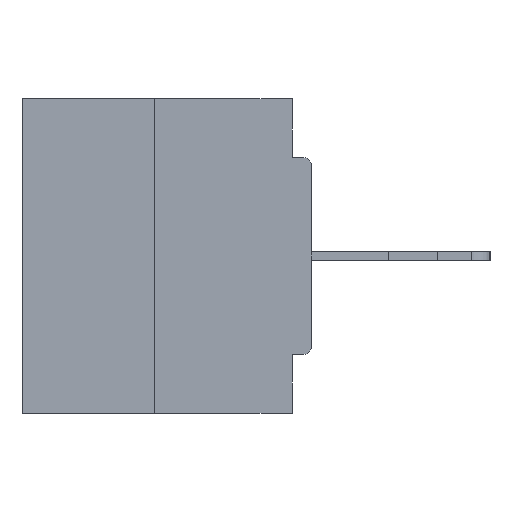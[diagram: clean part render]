
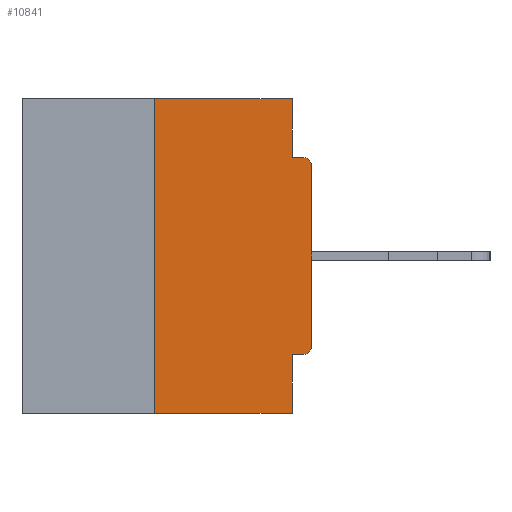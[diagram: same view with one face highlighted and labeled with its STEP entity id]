
A CAD part, left-side view. The second image highlights one B-rep face of the part: STEP entity #10841.
In plain terms, the highlighted planar face has unit normal (-1, 0, 0).
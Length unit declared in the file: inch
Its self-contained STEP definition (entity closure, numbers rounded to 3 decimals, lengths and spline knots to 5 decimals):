
#77 = CARTESIAN_POINT ( 'NONE',  ( 0., 0.46, 0. ) ) ;
#820 = DIRECTION ( 'NONE',  ( 0., 0., 1. ) ) ;
#961 = CARTESIAN_POINT ( 'NONE',  ( 0., 0.015, -0.1085 ) ) ;
#1206 = CARTESIAN_POINT ( 'NONE',  ( 0., 0.25, -0.5 ) ) ;
#1231 = EDGE_CURVE ( 'NONE', #20797, #22249, #23393, .T. ) ;
#1678 = ORIENTED_EDGE ( 'NONE', *, *, #6757, .F. ) ;
#1686 = DIRECTION ( 'NONE',  ( 0., 0., 1. ) ) ;
#1825 = LINE ( 'NONE', #15265, #7371 ) ;
#2025 = VECTOR ( 'NONE', #28338, 39.37008 ) ;
#2217 = EDGE_CURVE ( 'NONE', #5090, #13404, #4372, .T. ) ;
#3307 = ORIENTED_EDGE ( 'NONE', *, *, #23221, .T. ) ;
#3323 = VECTOR ( 'NONE', #15499, 39.37008 ) ;
#3378 = VERTEX_POINT ( 'NONE', #22501 ) ;
#3459 = LINE ( 'NONE', #17078, #17251 ) ;
#3466 = DIRECTION ( 'NONE',  ( 0., 0., -1. ) ) ;
#3782 = ORIENTED_EDGE ( 'NONE', *, *, #21740, .T. ) ;
#3880 = CARTESIAN_POINT ( 'NONE',  ( 0., 0., -0.3915 ) ) ;
#4033 = ORIENTED_EDGE ( 'NONE', *, *, #10812, .F. ) ;
#4039 = VECTOR ( 'NONE', #4214, 39.37008 ) ;
#4214 = DIRECTION ( 'NONE',  ( 0., -1., 0. ) ) ;
#4372 = LINE ( 'NONE', #77, #19035 ) ;
#5090 = VERTEX_POINT ( 'NONE', #14754 ) ;
#6001 = CARTESIAN_POINT ( 'NONE',  ( 0., 0.031, -0.5 ) ) ;
#6060 = LINE ( 'NONE', #8284, #19945 ) ;
#6469 = CARTESIAN_POINT ( 'NONE',  ( 0., 0., -0.0935 ) ) ;
#6757 = EDGE_CURVE ( 'NONE', #12140, #9089, #26787, .T. ) ;
#6935 = VERTEX_POINT ( 'NONE', #6001 ) ;
#7135 = ORIENTED_EDGE ( 'NONE', *, *, #23522, .T. ) ;
#7371 = VECTOR ( 'NONE', #8614, 39.37008 ) ;
#7823 = AXIS2_PLACEMENT_3D ( 'NONE', #961, #21700, #3466 ) ;
#8279 = AXIS2_PLACEMENT_3D ( 'NONE', #8498, #22562, #22276 ) ;
#8284 = CARTESIAN_POINT ( 'NONE',  ( 0., 0.031, -0.5 ) ) ;
#8498 = CARTESIAN_POINT ( 'NONE',  ( 0., 0.015, -0.3915 ) ) ;
#8614 = DIRECTION ( 'NONE',  ( 0., 0., -1. ) ) ;
#9089 = VERTEX_POINT ( 'NONE', #17608 ) ;
#10137 = DIRECTION ( 'NONE',  ( 0., 0., -1. ) ) ;
#10161 = VECTOR ( 'NONE', #1686, 39.37008 ) ;
#10434 = DIRECTION ( 'NONE',  ( 1., 0., 0. ) ) ;
#10437 = CARTESIAN_POINT ( 'NONE',  ( 0., 0.031, -0.0935 ) ) ;
#10812 = EDGE_CURVE ( 'NONE', #25911, #5090, #3459, .T. ) ;
#10841 = ADVANCED_FACE ( 'NONE', ( #28373 ), #25999, .F. ) ;
#11300 = CARTESIAN_POINT ( 'NONE',  ( 0., 0.46, -0.5 ) ) ;
#11304 = ORIENTED_EDGE ( 'NONE', *, *, #2217, .F. ) ;
#11367 = EDGE_CURVE ( 'NONE', #13404, #12140, #1825, .T. ) ;
#12041 = AXIS2_PLACEMENT_3D ( 'NONE', #21112, #10434, #10137 ) ;
#12140 = VERTEX_POINT ( 'NONE', #10437 ) ;
#13322 = LINE ( 'NONE', #22547, #10161 ) ;
#13404 = VERTEX_POINT ( 'NONE', #18129 ) ;
#14544 = ORIENTED_EDGE ( 'NONE', *, *, #18211, .F. ) ;
#14669 = LINE ( 'NONE', #21949, #2025 ) ;
#14754 = CARTESIAN_POINT ( 'NONE',  ( 0., 0.25, 0. ) ) ;
#15265 = CARTESIAN_POINT ( 'NONE',  ( 0., 0.031, 0. ) ) ;
#15288 = ORIENTED_EDGE ( 'NONE', *, *, #1231, .T. ) ;
#15499 = DIRECTION ( 'NONE',  ( 0., -1., 0. ) ) ;
#15847 = CARTESIAN_POINT ( 'NONE',  ( 0., 0.015, -0.4065 ) ) ;
#17078 = CARTESIAN_POINT ( 'NONE',  ( 0., 0.25, 0. ) ) ;
#17251 = VECTOR ( 'NONE', #820, 39.37008 ) ;
#17258 = CIRCLE ( 'NONE', #7823, 0.015 ) ;
#17584 = DIRECTION ( 'NONE',  ( 0., 0., -1. ) ) ;
#17608 = CARTESIAN_POINT ( 'NONE',  ( 0., 0.015, -0.0935 ) ) ;
#18129 = CARTESIAN_POINT ( 'NONE',  ( 0., 0.031, 0. ) ) ;
#18211 = EDGE_CURVE ( 'NONE', #3378, #6935, #6060, .T. ) ;
#18518 = EDGE_LOOP ( 'NONE', ( #11304, #4033, #3307, #14544, #21864, #15288, #7135, #3782, #1678, #21482 ) ) ;
#19035 = VECTOR ( 'NONE', #22877, 39.37008 ) ;
#19351 = EDGE_CURVE ( 'NONE', #20797, #3378, #14669, .T. ) ;
#19945 = VECTOR ( 'NONE', #17584, 39.37008 ) ;
#20797 = VERTEX_POINT ( 'NONE', #15847 ) ;
#21112 = CARTESIAN_POINT ( 'NONE',  ( 0., 0.46, 0. ) ) ;
#21482 = ORIENTED_EDGE ( 'NONE', *, *, #11367, .F. ) ;
#21700 = DIRECTION ( 'NONE',  ( -1., 0., 0. ) ) ;
#21740 = EDGE_CURVE ( 'NONE', #22425, #9089, #17258, .T. ) ;
#21864 = ORIENTED_EDGE ( 'NONE', *, *, #19351, .F. ) ;
#21949 = CARTESIAN_POINT ( 'NONE',  ( 0., 0., -0.4065 ) ) ;
#22249 = VERTEX_POINT ( 'NONE', #3880 ) ;
#22276 = DIRECTION ( 'NONE',  ( 0., 0., -1. ) ) ;
#22425 = VERTEX_POINT ( 'NONE', #27297 ) ;
#22501 = CARTESIAN_POINT ( 'NONE',  ( 0., 0.031, -0.4065 ) ) ;
#22547 = CARTESIAN_POINT ( 'NONE',  ( 0., 0., 0. ) ) ;
#22562 = DIRECTION ( 'NONE',  ( -1., 0., 0. ) ) ;
#22877 = DIRECTION ( 'NONE',  ( 0., -1., 0. ) ) ;
#23221 = EDGE_CURVE ( 'NONE', #25911, #6935, #28841, .T. ) ;
#23393 = CIRCLE ( 'NONE', #8279, 0.015 ) ;
#23522 = EDGE_CURVE ( 'NONE', #22249, #22425, #13322, .T. ) ;
#25911 = VERTEX_POINT ( 'NONE', #1206 ) ;
#25999 = PLANE ( 'NONE',  #12041 ) ;
#26787 = LINE ( 'NONE', #6469, #3323 ) ;
#27297 = CARTESIAN_POINT ( 'NONE',  ( 0., 0., -0.1085 ) ) ;
#28338 = DIRECTION ( 'NONE',  ( 0., 1., 0. ) ) ;
#28373 = FACE_OUTER_BOUND ( 'NONE', #18518, .T. ) ;
#28841 = LINE ( 'NONE', #11300, #4039 ) ;
